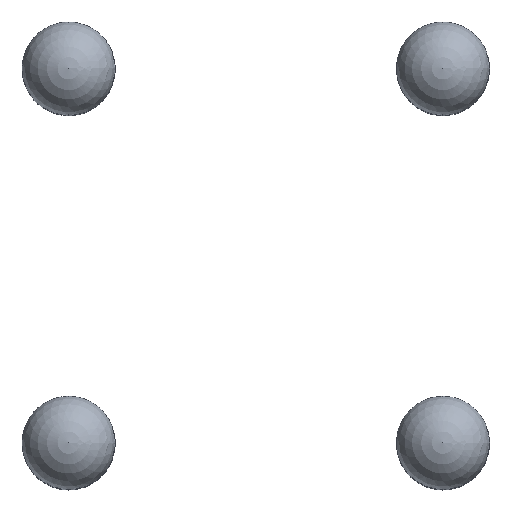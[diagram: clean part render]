
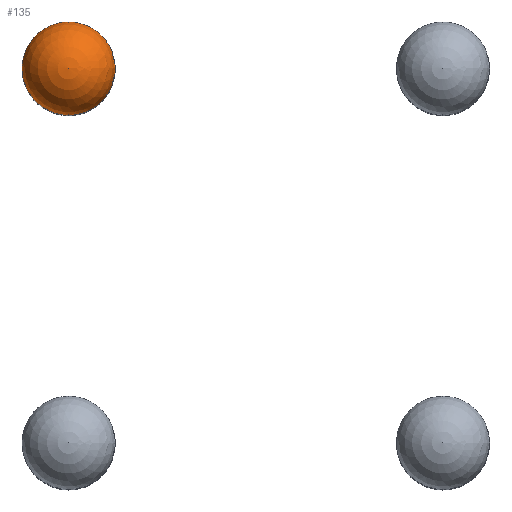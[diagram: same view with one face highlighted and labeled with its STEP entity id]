
A CAD part, top view. The second image highlights one B-rep face of the part: STEP entity #135.
In plain terms, the highlighted spherical face has radius 5 mm.
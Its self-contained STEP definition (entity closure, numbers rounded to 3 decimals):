
#135 = ADVANCED_FACE('',(#136),#140,.T.);
#136 = FACE_BOUND('',#137,.T.);
#137 = VERTEX_LOOP('',#138);
#138 = VERTEX_POINT('',#139);
#139 = CARTESIAN_POINT('',(-20.,20.,-5.));
#140 = SPHERICAL_SURFACE('',#141,5.);
#141 = AXIS2_PLACEMENT_3D('',#142,#143,#144);
#142 = CARTESIAN_POINT('',(-20.,20.,0.));
#143 = DIRECTION('',(0.,0.,1.));
#144 = DIRECTION('',(1.,0.,0.));
